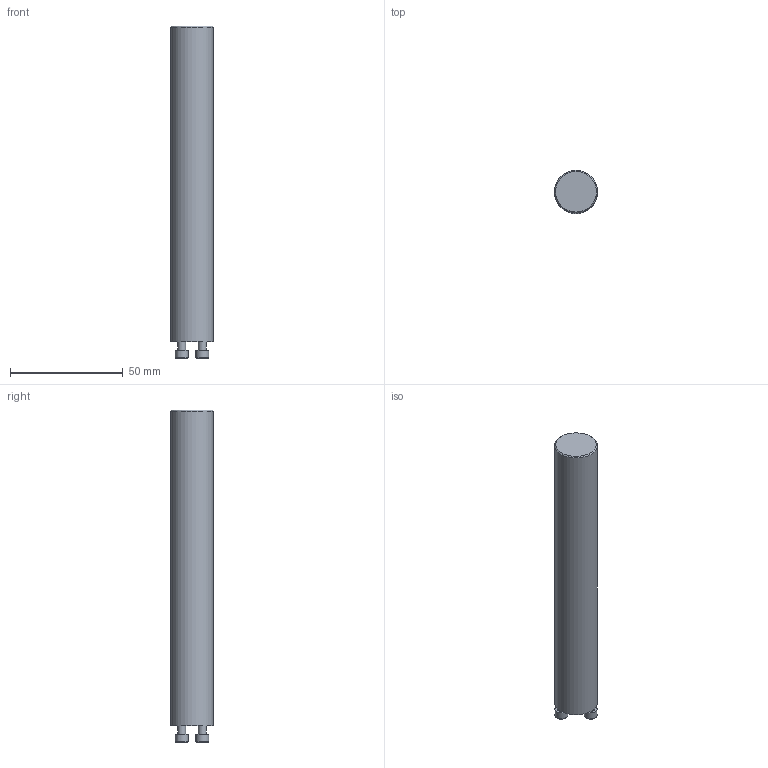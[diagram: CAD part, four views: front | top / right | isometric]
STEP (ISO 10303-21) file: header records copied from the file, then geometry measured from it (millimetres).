
FILE_DESCRIPTION(/* description */ (''),/* implementation_level */ '2;1');
FILE_NAME(/* name */ 'toolcomp_1.stp',/* time_stamp */ '2019-08-14T14:45:03+02:00',/* author */ (''),/* organization */ ('SMS'),/* preprocessor_version */ 'ST-DEVELOPER v15',/* originating_system */ 'SIEMENS PLM Software NX 8.5',/* authorisation */ '');
FILE_SCHEMA (('AUTOMOTIVE_DESIGN { 1 0 10303 214 3 1 1 1 }'));
Length unit declared in the file: millimetre
Products named in the file (1): TOOLCOMP_1
Bounding box: 19.04 x 19.04 x 147.2 mm (x, y, z)
Volume: 40179.8 mm3; surface area: 9373.7 mm2
Topology: 1 solids, 1 shells, 58 faces, 130 edges, 82 vertices
Faces by surface type: plane 44, cylinder 7, cone 7
Full cylindrical faces by diameter (mm): 3.505 x3, 5.7 x3, 19.038 x1
Entity records: 1527 total; most frequent: DIRECTION 268, CARTESIAN_POINT 247, ORIENTED_EDGE 216, EDGE_CURVE 108, AXIS2_PLACEMENT_3D 98, EDGE_LOOP 78, VERTEX_POINT 75, LINE 72
